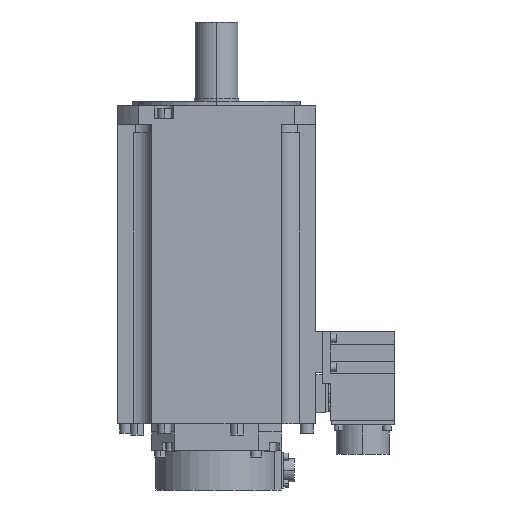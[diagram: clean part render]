
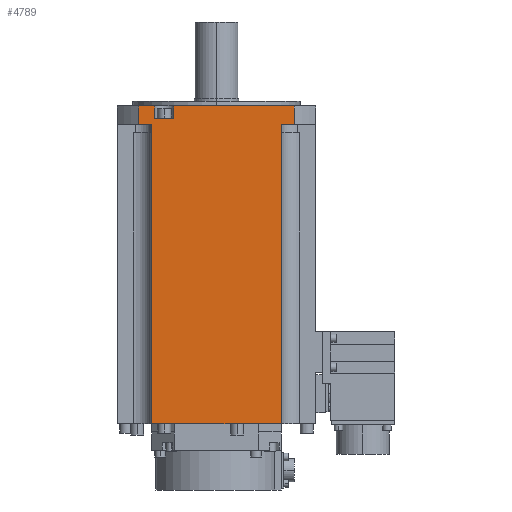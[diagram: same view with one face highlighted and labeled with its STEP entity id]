
A CAD part, left-side view. The second image highlights one B-rep face of the part: STEP entity #4789.
In plain terms, the highlighted planar face has unit normal (-1, 0, 0).
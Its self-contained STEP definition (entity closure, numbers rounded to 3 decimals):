
#523=DIRECTION('',(0.,-1.,0.));
#524=VECTOR('',#523,78.656);
#525=CARTESIAN_POINT('',(-65.,27.85,0.));
#526=LINE('',#525,#524);
#527=DIRECTION('',(0.,1.,0.));
#528=VECTOR('',#527,8.306);
#529=CARTESIAN_POINT('',(-65.,-50.806,-12.));
#530=LINE('',#529,#528);
#531=DIRECTION('',(0.,0.,-1.));
#532=VECTOR('',#531,196.);
#533=CARTESIAN_POINT('',(-65.,-42.5,-12.));
#534=LINE('',#533,#532);
#535=DIRECTION('',(0.,1.,0.));
#536=VECTOR('',#535,85.);
#537=CARTESIAN_POINT('',(-65.,-42.5,-208.));
#538=LINE('',#537,#536);
#539=DIRECTION('',(0.,0.,1.));
#540=VECTOR('',#539,196.);
#541=CARTESIAN_POINT('',(-65.,42.5,-208.));
#542=LINE('',#541,#540);
#543=DIRECTION('',(0.,1.,0.));
#544=VECTOR('',#543,8.306);
#545=CARTESIAN_POINT('',(-65.,42.5,-12.));
#546=LINE('',#545,#544);
#547=DIRECTION('',(0.,0.,1.));
#548=VECTOR('',#547,12.);
#549=CARTESIAN_POINT('',(-65.,50.806,-12.));
#550=LINE('',#549,#548);
#551=DIRECTION('',(0.,-1.,0.));
#552=VECTOR('',#551,10.456);
#553=CARTESIAN_POINT('',(-65.,50.806,0.));
#554=LINE('',#553,#552);
#555=DIRECTION('',(0.,1.,0.));
#556=VECTOR('',#555,12.5);
#557=CARTESIAN_POINT('',(-65.,27.85,-8.));
#558=LINE('',#557,#556);
#582=DIRECTION('',(0.,0.,1.));
#583=VECTOR('',#582,8.);
#584=CARTESIAN_POINT('',(-65.,40.35,-8.));
#585=LINE('',#584,#583);
#594=DIRECTION('',(0.,0.,-1.));
#595=VECTOR('',#594,8.);
#596=CARTESIAN_POINT('',(-65.,27.85,0.));
#597=LINE('',#596,#595);
#624=DIRECTION('',(0.,0.,1.));
#625=VECTOR('',#624,12.);
#626=CARTESIAN_POINT('',(-65.,-50.806,-12.));
#627=LINE('',#626,#625);
#3189=CARTESIAN_POINT('',(-65.,-50.806,0.));
#3190=VERTEX_POINT('',#3189);
#3191=CARTESIAN_POINT('',(-65.,27.85,0.));
#3192=VERTEX_POINT('',#3191);
#3197=CARTESIAN_POINT('',(-65.,40.35,0.));
#3198=VERTEX_POINT('',#3197);
#3199=CARTESIAN_POINT('',(-65.,50.806,0.));
#3200=VERTEX_POINT('',#3199);
#3249=CARTESIAN_POINT('',(-65.,-42.5,-12.));
#3250=VERTEX_POINT('',#3249);
#3253=CARTESIAN_POINT('',(-65.,42.5,-208.));
#3255=VERTEX_POINT('',#3253);
#3257=CARTESIAN_POINT('',(-65.,-42.5,-208.));
#3258=VERTEX_POINT('',#3257);
#3329=CARTESIAN_POINT('',(-65.,42.5,-12.));
#3330=VERTEX_POINT('',#3329);
#3367=CARTESIAN_POINT('',(-65.,50.806,-12.));
#3368=VERTEX_POINT('',#3367);
#3369=CARTESIAN_POINT('',(-65.,27.85,-8.));
#3370=CARTESIAN_POINT('',(-65.,40.35,-8.));
#3371=VERTEX_POINT('',#3369);
#3372=VERTEX_POINT('',#3370);
#3373=CARTESIAN_POINT('',(-65.,-50.806,-12.));
#3374=VERTEX_POINT('',#3373);
#4764=CARTESIAN_POINT('',(-65.,0.,-104.));
#4765=DIRECTION('',(1.,0.,0.));
#4766=DIRECTION('',(0.,-1.,0.));
#4767=AXIS2_PLACEMENT_3D('',#4764,#4765,#4766);
#4768=PLANE('',#4767);
#4770=ORIENTED_EDGE('',*,*,#4769,.F.);
#4772=ORIENTED_EDGE('',*,*,#4771,.F.);
#4773=ORIENTED_EDGE('',*,*,#4163,.T.);
#4775=ORIENTED_EDGE('',*,*,#4774,.F.);
#4777=ORIENTED_EDGE('',*,*,#4776,.T.);
#4779=ORIENTED_EDGE('',*,*,#4778,.T.);
#4780=ORIENTED_EDGE('',*,*,#4438,.T.);
#4781=ORIENTED_EDGE('',*,*,#4540,.T.);
#4782=ORIENTED_EDGE('',*,*,#4604,.T.);
#4783=ORIENTED_EDGE('',*,*,#4759,.T.);
#4784=ORIENTED_EDGE('',*,*,#4171,.T.);
#4786=ORIENTED_EDGE('',*,*,#4785,.F.);
#4787=EDGE_LOOP('',(#4770,#4772,#4773,#4775,#4777,#4779,#4780,#4781,#4782,#4783,
#4784,#4786));
#4788=FACE_OUTER_BOUND('',#4787,.F.);
#4789=ADVANCED_FACE('',(#4788),#4768,.F.);
#4163=EDGE_CURVE('',#3192,#3190,#526,.T.);
#4171=EDGE_CURVE('',#3200,#3198,#554,.T.);
#4438=EDGE_CURVE('',#3258,#3255,#538,.T.);
#4540=EDGE_CURVE('',#3255,#3330,#542,.T.);
#4604=EDGE_CURVE('',#3330,#3368,#546,.T.);
#4759=EDGE_CURVE('',#3368,#3200,#550,.T.);
#4769=EDGE_CURVE('',#3371,#3372,#558,.T.);
#4771=EDGE_CURVE('',#3192,#3371,#597,.T.);
#4774=EDGE_CURVE('',#3374,#3190,#627,.T.);
#4776=EDGE_CURVE('',#3374,#3250,#530,.T.);
#4778=EDGE_CURVE('',#3250,#3258,#534,.T.);
#4785=EDGE_CURVE('',#3372,#3198,#585,.T.);
